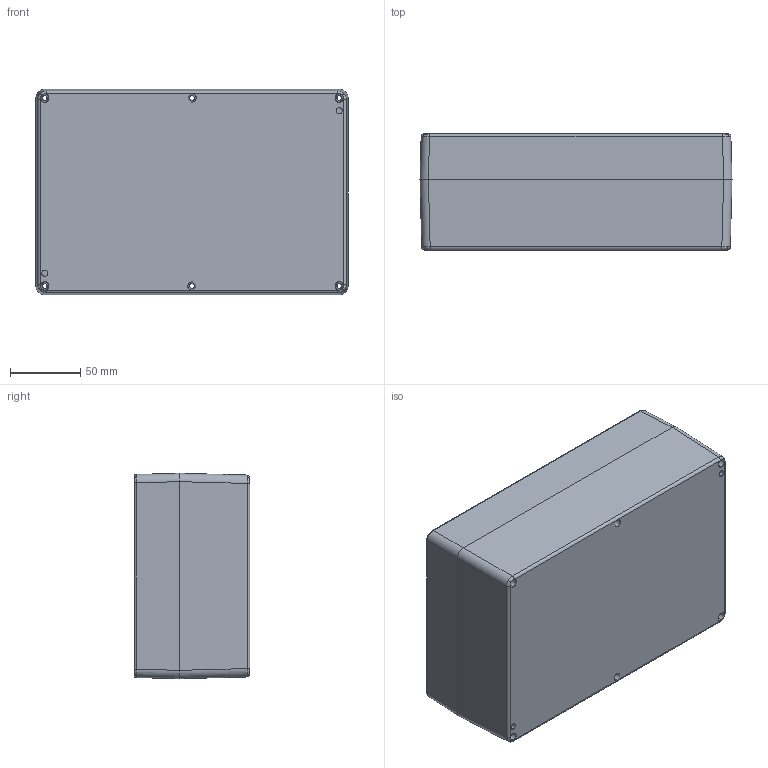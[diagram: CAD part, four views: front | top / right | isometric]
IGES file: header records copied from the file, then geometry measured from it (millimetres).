
Global section: file name: No Iges File Name specified; native system: Autodesk Inventor 2010; preprocessor: AutoDesk Inventor Iges Exporter R2010; author: tcook; date: 20091117.114058; units: millimetre
Bounding box: 222.5 x 82.5 x 146.5 mm (x, y, z)
Volume: 416595.1 mm3; surface area: 256819.4 mm2
Topology: 2 solids, 2 shells, 1035 faces, 2731 edges, 1755 vertices
Faces by surface type: bspline 350, plane 325, revolution 286, cone 46, cylinder 24, torus 4
